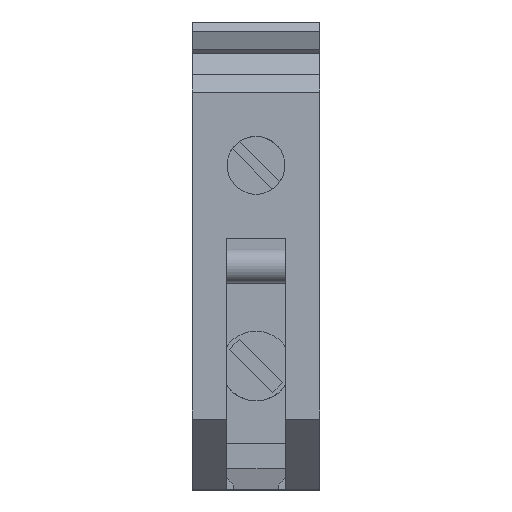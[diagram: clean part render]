
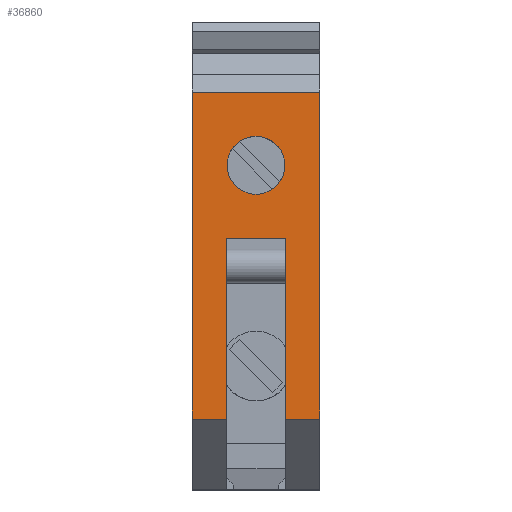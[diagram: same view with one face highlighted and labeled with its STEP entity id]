
A CAD part, top view. The second image highlights one B-rep face of the part: STEP entity #36860.
In plain terms, the highlighted face is planar.
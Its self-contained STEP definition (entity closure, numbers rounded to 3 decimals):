
#440=CARTESIAN_POINT('',(-91.312,306.204,7.4));
#450=VERTEX_POINT('',#440);
#480=CARTESIAN_POINT('',(-134.159,306.204,7.4));
#490=DIRECTION('',(-1.,0.,0.));
#500=VECTOR('',#490,1.);
#510=LINE('',#480,#500);
#520=CARTESIAN_POINT('',(-52.912,306.204,7.4));
#530=VERTEX_POINT('',#520);
#540=EDGE_CURVE('',#530,#450,#510,.T.);
#35640=CARTESIAN_POINT('',(-52.912,306.204,
-0.1));
#35650=DIRECTION('',(0.,0.,-1.));
#35660=VECTOR('',#35650,1.);
#35670=LINE('',#35640,#35660);
#35680=CARTESIAN_POINT('',(-52.912,306.204,-7.6));
#35690=VERTEX_POINT('',#35680);
#35700=EDGE_CURVE('',#530,#35690,#35670,.T.);
#36200=CARTESIAN_POINT('',(-91.312,306.204,7.4));
#36210=DIRECTION('',(-0.,-1.,-0.));
#36220=DIRECTION('',(-1.,0.,0.));
#36230=AXIS2_PLACEMENT_3D('',#36200,#36210,#36220);
#36240=PLANE('',#36230);
#36250=CARTESIAN_POINT('',(-61.512,306.204,
-0.1));
#36260=DIRECTION('',(0.,-1.,0.));
#36270=DIRECTION('',(1.,0.,0.));
#36280=AXIS2_PLACEMENT_3D('',#36250,#36260,#36270);
#36290=CIRCLE('',#36280,3.4);
#36300=CARTESIAN_POINT('',(-58.112,306.204,
-0.1));
#36310=VERTEX_POINT('',#36300);
#36320=CARTESIAN_POINT('',(-64.912,306.204,
-0.1));
#36330=VERTEX_POINT('',#36320);
#36340=EDGE_CURVE('',#36310,#36330,#36290,.T.);
#36350=ORIENTED_EDGE('',*,*,#36340,.T.);
#36360=EDGE_CURVE('',#36330,#36310,#36290,.T.);
#36370=ORIENTED_EDGE('',*,*,#36360,.T.);
#36380=EDGE_LOOP('',(#36370,#36350));
#36390=FACE_BOUND('',#36380,.T.);
#36400=ORIENTED_EDGE('',*,*,#540,.F.);
#36410=CARTESIAN_POINT('',(-91.312,306.204,
-0.1));
#36420=DIRECTION('',(0.,0.,-1.));
#36430=VECTOR('',#36420,1.);
#36440=LINE('',#36410,#36430);
#36450=CARTESIAN_POINT('',(-91.312,306.204,3.4));
#36460=VERTEX_POINT('',#36450);
#36470=EDGE_CURVE('',#450,#36460,#36440,.T.);
#36480=ORIENTED_EDGE('',*,*,#36470,.F.);
#36490=CARTESIAN_POINT('',(-134.159,306.204,3.4));
#36500=DIRECTION('',(1.,0.,0.));
#36510=VECTOR('',#36500,1.);
#36520=LINE('',#36490,#36510);
#36530=CARTESIAN_POINT('',(-70.062,306.204,3.4));
#36540=VERTEX_POINT('',#36530);
#36550=EDGE_CURVE('',#36460,#36540,#36520,.T.);
#36560=ORIENTED_EDGE('',*,*,#36550,.F.);
#36570=CARTESIAN_POINT('',(-70.062,306.204,
-0.1));
#36580=DIRECTION('',(0.,0.,-1.));
#36590=VECTOR('',#36580,1.);
#36600=LINE('',#36570,#36590);
#36610=CARTESIAN_POINT('',(-70.062,306.204,-3.6));
#36620=VERTEX_POINT('',#36610);
#36630=EDGE_CURVE('',#36540,#36620,#36600,.T.);
#36640=ORIENTED_EDGE('',*,*,#36630,.F.);
#36650=CARTESIAN_POINT('',(-134.159,306.204,-3.6));
#36660=DIRECTION('',(-1.,0.,0.));
#36670=VECTOR('',#36660,1.);
#36680=LINE('',#36650,#36670);
#36690=CARTESIAN_POINT('',(-91.312,306.204,-3.6));
#36700=VERTEX_POINT('',#36690);
#36710=EDGE_CURVE('',#36620,#36700,#36680,.T.);
#36720=ORIENTED_EDGE('',*,*,#36710,.F.);
#36730=CARTESIAN_POINT('',(-91.312,306.204,-7.6));
#36740=VERTEX_POINT('',#36730);
#36750=EDGE_CURVE('',#36700,#36740,#36440,.T.);
#36760=ORIENTED_EDGE('',*,*,#36750,.F.);
#36770=CARTESIAN_POINT('',(-134.159,306.204,-7.6));
#36780=DIRECTION('',(1.,0.,0.));
#36790=VECTOR('',#36780,1.);
#36800=LINE('',#36770,#36790);
#36810=EDGE_CURVE('',#36740,#35690,#36800,.T.);
#36820=ORIENTED_EDGE('',*,*,#36810,.F.);
#36830=ORIENTED_EDGE('',*,*,#35700,.T.);
#36840=EDGE_LOOP('',(#36830,#36820,#36760,#36720,#36640,#36560,#36480,
#36400));
#36850=FACE_OUTER_BOUND('',#36840,.T.);
#36860=ADVANCED_FACE('',(#36390,#36850),#36240,.F.);
